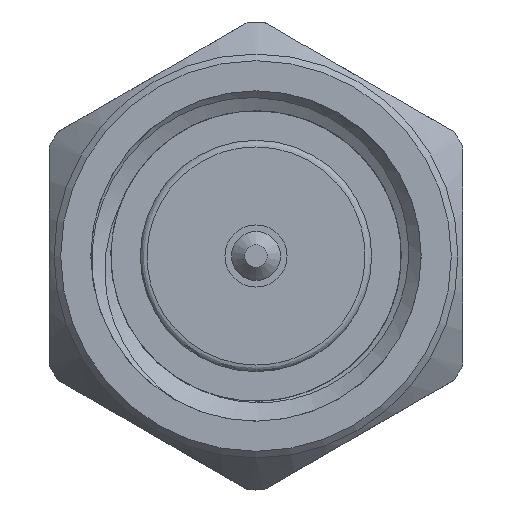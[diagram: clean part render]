
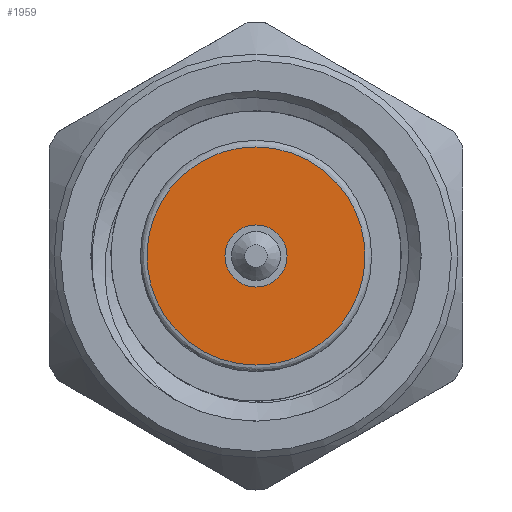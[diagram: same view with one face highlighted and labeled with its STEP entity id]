
A CAD part, left-side view. The second image highlights one B-rep face of the part: STEP entity #1959.
In plain terms, the highlighted planar face has unit normal (-1, 0, 0).
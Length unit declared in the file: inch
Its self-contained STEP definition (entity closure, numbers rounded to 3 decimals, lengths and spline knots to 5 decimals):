
#33 = CARTESIAN_POINT ( 'NONE',  ( 0.11, -0.165, -0.0825 ) ) ;
#394 = DIRECTION ( 'NONE',  ( -1., 0., 0. ) ) ;
#489 = CARTESIAN_POINT ( 'NONE',  ( 0.11, 0., -0.0235 ) ) ;
#551 = ORIENTED_EDGE ( 'NONE', *, *, #2950, .F. ) ;
#584 = AXIS2_PLACEMENT_3D ( 'NONE', #3266, #3196, #1413 ) ;
#654 = FACE_OUTER_BOUND ( 'NONE', #1103, .T. ) ;
#670 = AXIS2_PLACEMENT_3D ( 'NONE', #4038, #394, #4503 ) ;
#687 = CARTESIAN_POINT ( 'NONE',  ( 0.11, 0., -0.0825 ) ) ;
#850 = CARTESIAN_POINT ( 'NONE',  ( 0.11, 0., -0.0825 ) ) ;
#908 = EDGE_LOOP ( 'NONE', ( #551 ) ) ;
#1103 = EDGE_LOOP ( 'NONE', ( #4654, #3254 ) ) ;
#1413 = DIRECTION ( 'NONE',  ( 0., 1., 0. ) ) ;
#1481 = CARTESIAN_POINT ( 'NONE',  ( 0.11, 0., -0.0825 ) ) ;
#1544 = CARTESIAN_POINT ( 'NONE',  ( 0.11, 0., 0.0825 ) ) ;
#1604 = CARTESIAN_POINT ( 'NONE',  ( 0.11, 0., 0.0825 ) ) ;
#1662 = VERTEX_POINT ( 'NONE', #1604 ) ;
#1678 = CIRCLE ( 'NONE', #670, 0.0235 ) ;
#1725 = EDGE_CURVE ( 'NONE', #3624, #1662, #2136, .T. ) ;
#1959 = ADVANCED_FACE ( 'NONE', ( #4001, #654 ), #2141, .F. ) ;
#2042 = CARTESIAN_POINT ( 'NONE',  ( 0.11, 0., 0.0825 ) ) ;
#2136 =( BOUNDED_CURVE ( )  B_SPLINE_CURVE ( 3, ( #850, #2332, #3145, #2042 ),
 .UNSPECIFIED., .F., .T. ) 
 B_SPLINE_CURVE_WITH_KNOTS ( ( 4, 4 ),
 ( 0., 1. ),
 .UNSPECIFIED. ) 
 CURVE ( )  GEOMETRIC_REPRESENTATION_ITEM ( )  RATIONAL_B_SPLINE_CURVE ( ( 1., 0.333, 0.333, 1. ) ) 
 REPRESENTATION_ITEM ( '' )  );
#2141 = PLANE ( 'NONE',  #584 ) ;
#2332 = CARTESIAN_POINT ( 'NONE',  ( 0.11, 0.165, -0.0825 ) ) ;
#2904 = CARTESIAN_POINT ( 'NONE',  ( 0.11, -0.165, 0.0825 ) ) ;
#2950 = EDGE_CURVE ( 'NONE', #3397, #3397, #1678, .T. ) ;
#3145 = CARTESIAN_POINT ( 'NONE',  ( 0.11, 0.165, 0.0825 ) ) ;
#3196 = DIRECTION ( 'NONE',  ( 1., 0., 0. ) ) ;
#3254 = ORIENTED_EDGE ( 'NONE', *, *, #3338, .F. ) ;
#3266 = CARTESIAN_POINT ( 'NONE',  ( 0.11, 0., 0. ) ) ;
#3338 = EDGE_CURVE ( 'NONE', #1662, #3624, #4640, .T. ) ;
#3397 = VERTEX_POINT ( 'NONE', #489 ) ;
#3624 = VERTEX_POINT ( 'NONE', #1481 ) ;
#4001 = FACE_BOUND ( 'NONE', #908, .T. ) ;
#4038 = CARTESIAN_POINT ( 'NONE',  ( 0.11, 0., 0. ) ) ;
#4503 = DIRECTION ( 'NONE',  ( 0., 0., -1. ) ) ;
#4640 =( BOUNDED_CURVE ( )  B_SPLINE_CURVE ( 3, ( #1544, #2904, #33, #687 ),
 .UNSPECIFIED., .F., .F. ) 
 B_SPLINE_CURVE_WITH_KNOTS ( ( 4, 4 ),
 ( 0., 1. ),
 .UNSPECIFIED. ) 
 CURVE ( )  GEOMETRIC_REPRESENTATION_ITEM ( )  RATIONAL_B_SPLINE_CURVE ( ( 1., 0.333, 0.333, 1. ) ) 
 REPRESENTATION_ITEM ( '' )  );
#4654 = ORIENTED_EDGE ( 'NONE', *, *, #1725, .F. ) ;
